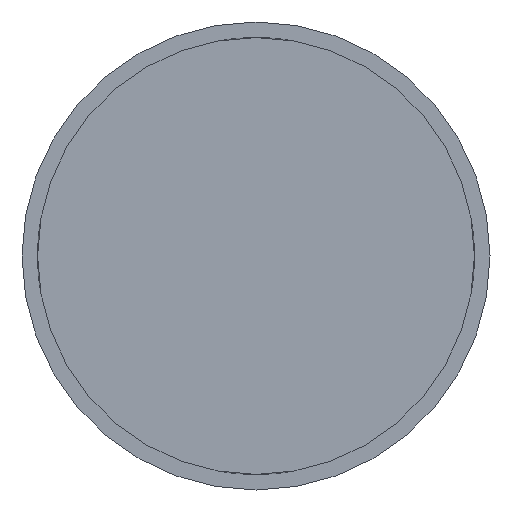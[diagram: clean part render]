
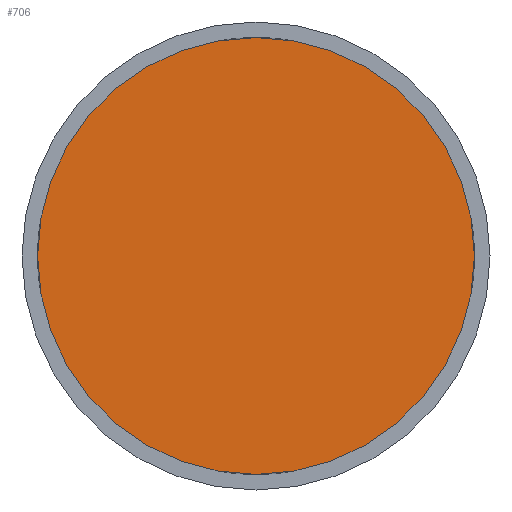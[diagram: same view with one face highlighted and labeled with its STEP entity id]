
A CAD part, front view. The second image highlights one B-rep face of the part: STEP entity #706.
In plain terms, the highlighted planar face has unit normal (0, -1, 0).
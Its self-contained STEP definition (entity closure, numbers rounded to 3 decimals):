
#320 = CARTESIAN_POINT ( 'NONE',  ( 2.8, -12.5, 0. ) ) ;
#372 = DIRECTION ( 'NONE',  ( 0., 1., 0. ) ) ;
#399 = EDGE_CURVE ( 'Defeature ausgef�hrt1_3+Defeature ausgef�hrt1_4+Defeature ausgef�hrt1_4+Defeature ausgef�hrt1_4', #2844, #2845, #941, .T. ) ;
#504 = CIRCLE ( 'NONE', #2719, 2.8 ) ;
#706 = ADVANCED_FACE ( 'Defeature ausgef�hrt1_4', ( #2778 ), #2779, .F. ) ;
#710 = EDGE_CURVE ( 'Defeature ausgef�hrt1_3+Defeature ausgef�hrt1_4+Defeature ausgef�hrt1_4+Defeature ausgef�hrt1_4', #2845, #2844, #504, .T. ) ;
#941 = CIRCLE ( 'NONE', #1038, 2.8 ) ;
#969 = DIRECTION ( 'NONE',  ( 0., 0., 1. ) ) ;
#1038 = AXIS2_PLACEMENT_3D ( 'NONE', #3484, #2584, #3762 ) ;
#1377 = AXIS2_PLACEMENT_3D ( 'NONE', #320, #2439, #969 ) ;
#2191 = CARTESIAN_POINT ( 'NONE',  ( 0., -12.5, 0. ) ) ;
#2274 = EDGE_LOOP ( 'NONE', ( #2477, #2756 ) ) ;
#2439 = DIRECTION ( 'NONE',  ( 0., 1., 0. ) ) ;
#2477 = ORIENTED_EDGE ( 'NONE', *, *, #399, .F. ) ;
#2492 = DIRECTION ( 'NONE',  ( 0., 0., 1. ) ) ;
#2583 = CARTESIAN_POINT ( 'NONE',  ( 0., -12.5, -2.8 ) ) ;
#2584 = DIRECTION ( 'NONE',  ( 0., 1., 0. ) ) ;
#2719 = AXIS2_PLACEMENT_3D ( 'NONE', #2191, #372, #2492 ) ;
#2756 = ORIENTED_EDGE ( 'NONE', *, *, #710, .F. ) ;
#2778 = FACE_OUTER_BOUND ( 'NONE', #2274, .T. ) ;
#2779 = PLANE ( 'NONE',  #1377 ) ;
#2844 = VERTEX_POINT ( 'NONE', #2910 ) ;
#2845 = VERTEX_POINT ( 'NONE', #2583 ) ;
#2910 = CARTESIAN_POINT ( 'NONE',  ( 0., -12.5, 2.8 ) ) ;
#3484 = CARTESIAN_POINT ( 'NONE',  ( 0., -12.5, 0. ) ) ;
#3762 = DIRECTION ( 'NONE',  ( 0., 0., 1. ) ) ;
